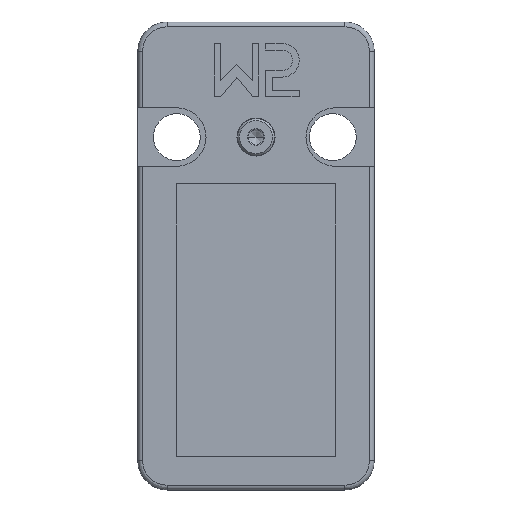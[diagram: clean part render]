
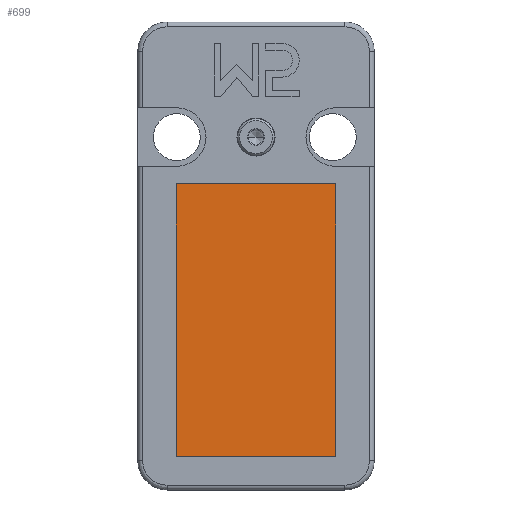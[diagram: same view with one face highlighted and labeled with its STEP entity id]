
A CAD part, front view. The second image highlights one B-rep face of the part: STEP entity #699.
In plain terms, the highlighted planar face has unit normal (0, -1, 0).
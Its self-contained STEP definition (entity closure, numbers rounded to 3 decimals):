
#699=ADVANCED_FACE('',(#2546),#2545,.F.);
#2545=PLANE('',#7501);
#2546=FACE_OUTER_BOUND('',#7502,.T.);
#7498=CARTESIAN_POINT('',(-272.078,-2.7,-282.659));
#7499=DIRECTION('',(0.,1.,0.));
#7500=DIRECTION('',(0.,0.,1.));
#7501=AXIS2_PLACEMENT_3D('',#7498,#7499,#7500);
#7502=EDGE_LOOP('',(#10518,#10519,#10520,#10521));
#10518=ORIENTED_EDGE('',*,*,#12872,.T.);
#10519=ORIENTED_EDGE('',*,*,#12873,.T.);
#10520=ORIENTED_EDGE('',*,*,#12874,.T.);
#10521=ORIENTED_EDGE('',*,*,#12875,.T.);
#12872=EDGE_CURVE('',#16260,#16261,#16262,.T.);
#12873=EDGE_CURVE('',#16261,#16268,#16269,.T.);
#12874=EDGE_CURVE('',#16268,#16275,#16276,.T.);
#12875=EDGE_CURVE('',#16275,#16260,#16282,.T.);
#16260=VERTEX_POINT('',#24139);
#16261=VERTEX_POINT('',#24140);
#16262=LINE('',#24141,#24142);
#16268=VERTEX_POINT('',#24144);
#16269=LINE('',#24145,#24146);
#16275=VERTEX_POINT('',#24148);
#16276=LINE('',#24149,#24150);
#16282=LINE('',#24152,#24153);
#24139=CARTESIAN_POINT('',(-270.438,-2.7,-251.859));
#24140=CARTESIAN_POINT('',(-270.438,-2.7,-279.859));
#24141=CARTESIAN_POINT('',(-270.438,-2.7,-251.859));
#24142=VECTOR('',#24143,28.);
#24143=DIRECTION('',(0.,0.,-1.));
#24144=CARTESIAN_POINT('',(-254.038,-2.7,-279.859));
#24145=CARTESIAN_POINT('',(-270.438,-2.7,-279.859));
#24146=VECTOR('',#24147,16.4);
#24147=DIRECTION('',(1.,0.,0.));
#24148=CARTESIAN_POINT('',(-254.038,-2.7,-251.859));
#24149=CARTESIAN_POINT('',(-254.038,-2.7,-279.859));
#24150=VECTOR('',#24151,28.);
#24151=DIRECTION('',(0.,0.,1.));
#24152=CARTESIAN_POINT('',(-254.038,-2.7,-251.859));
#24153=VECTOR('',#24154,16.4);
#24154=DIRECTION('',(-1.,0.,0.));
